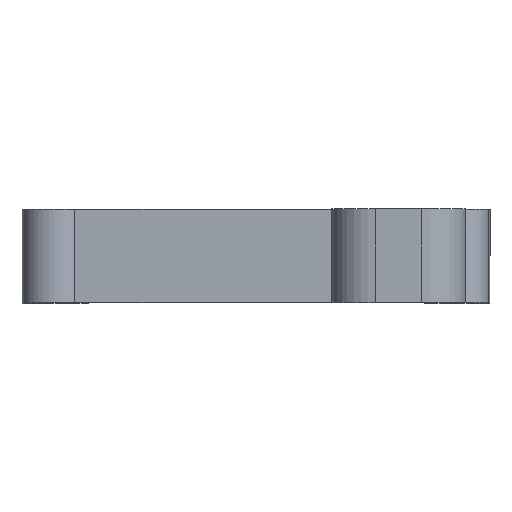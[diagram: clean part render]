
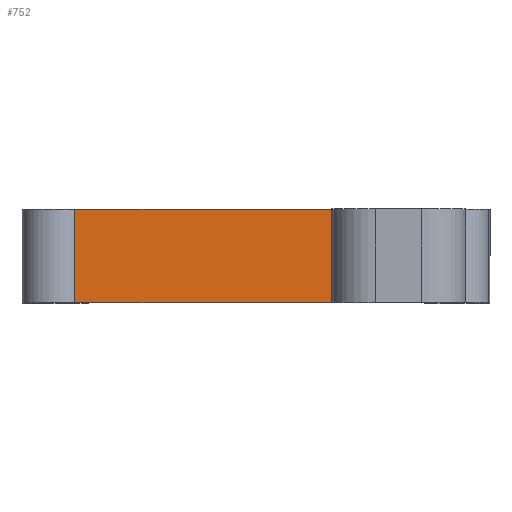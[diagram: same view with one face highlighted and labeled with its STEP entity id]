
A CAD part, top view. The second image highlights one B-rep face of the part: STEP entity #752.
In plain terms, the highlighted planar face has unit normal (0, 0, 1).
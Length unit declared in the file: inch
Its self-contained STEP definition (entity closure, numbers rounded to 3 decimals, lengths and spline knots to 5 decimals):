
#96=FACE_OUTER_BOUND('',#138,.T.);
#138=EDGE_LOOP('',(#639,#640,#641,#642));
#189=LINE('',#1134,#270);
#225=LINE('',#1232,#306);
#226=LINE('',#1235,#307);
#227=LINE('',#1236,#308);
#270=VECTOR('',#912,0.3937);
#306=VECTOR('',#1010,0.3937);
#307=VECTOR('',#1013,0.3937);
#308=VECTOR('',#1014,0.3937);
#348=VERTEX_POINT('',#1131);
#349=VERTEX_POINT('',#1133);
#380=VERTEX_POINT('',#1230);
#381=VERTEX_POINT('',#1234);
#428=EDGE_CURVE('',#348,#349,#189,.T.);
#478=EDGE_CURVE('',#348,#380,#225,.T.);
#479=EDGE_CURVE('',#381,#380,#226,.T.);
#480=EDGE_CURVE('',#349,#381,#227,.T.);
#639=ORIENTED_EDGE('',*,*,#428,.F.);
#640=ORIENTED_EDGE('',*,*,#478,.T.);
#641=ORIENTED_EDGE('',*,*,#479,.F.);
#642=ORIENTED_EDGE('',*,*,#480,.F.);
#719=PLANE('',#824);
#752=ADVANCED_FACE('',(#96),#719,.T.);
#824=AXIS2_PLACEMENT_3D('',#1233,#1011,#1012);
#912=DIRECTION('',(1.,0.,0.));
#1010=DIRECTION('',(0.,-1.,0.));
#1011=DIRECTION('center_axis',(0.,0.,1.));
#1012=DIRECTION('ref_axis',(-1.,0.,0.));
#1013=DIRECTION('',(-1.,0.,0.));
#1014=DIRECTION('',(0.,-1.,0.));
#1131=CARTESIAN_POINT('',(-1.78099,0.61,3.53868));
#1133=CARTESIAN_POINT('',(-0.3236,0.61,3.53868));
#1134=CARTESIAN_POINT('',(-1.93282,0.61,3.53868));
#1230=CARTESIAN_POINT('',(-1.78099,0.08,3.53868));
#1232=CARTESIAN_POINT('',(-1.78099,0.61,3.53868));
#1233=CARTESIAN_POINT('Origin',(-0.3236,0.61,3.53868));
#1234=CARTESIAN_POINT('',(-0.3236,0.08,3.53868));
#1235=CARTESIAN_POINT('',(-1.93282,0.08,3.53868));
#1236=CARTESIAN_POINT('',(-0.3236,0.61,3.53868));
